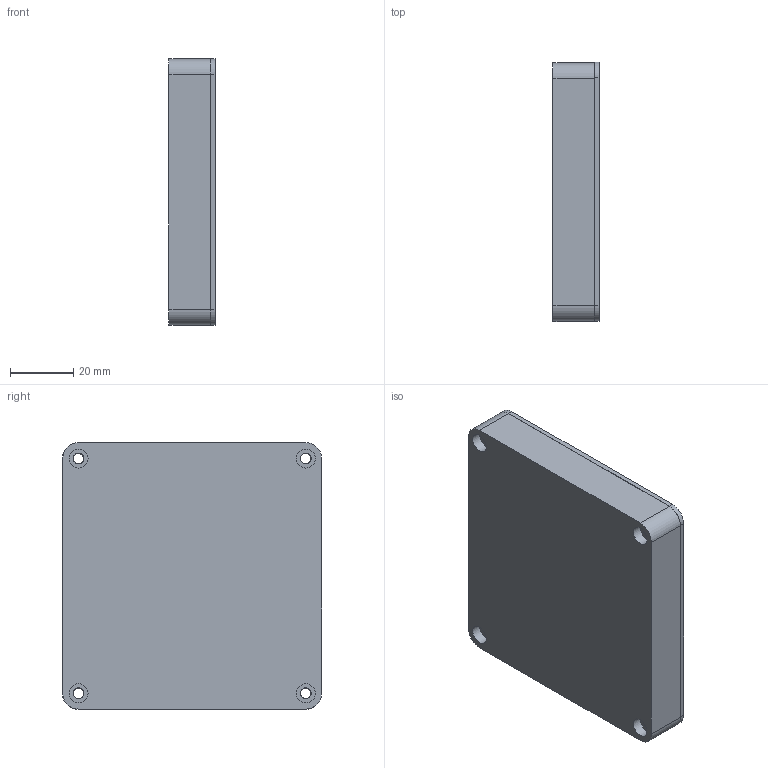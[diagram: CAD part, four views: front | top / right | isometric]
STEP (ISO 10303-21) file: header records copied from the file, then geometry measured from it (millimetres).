
FILE_DESCRIPTION(/* description */ (''),/* implementation_level */ '2;1');
FILE_NAME(/* name */ 'PunctualPad.step',/* time_stamp */ '2025-07-10T15:15:47-04:00',/* author */ (''),/* organization */ (''),/* preprocessor_version */ 'ST-DEVELOPER v20.1',/* originating_system */ 'Autodesk Translation Framework v14.10.0.0',/* authorisation */ '');
FILE_SCHEMA (('AUTOMOTIVE_DESIGN { 1 0 10303 214 3 1 1 }'));
Length unit declared in the file: millimetre
Products named in the file (4): 2025-07-09-20-18-41-172; 2025-07-02-00-40-00-465; 2025-07-01-16-33-54-659; 2025-07-01-16-37-19-053
Bounding box: 14.56 x 82.04 x 84.36 mm (x, y, z)
Volume: 54006.8 mm3; surface area: 32454.6 mm2
Topology: 7 solids, 7 shells, 639 faces, 1863 edges, 1242 vertices
Faces by surface type: bspline 476, plane 119, cylinder 44
Full cylindrical faces by diameter (mm): 3.4 x8, 6 x4
Entity records: 25864 total; most frequent: CARTESIAN_POINT 11962, ORIENTED_EDGE 3726, EDGE_CURVE 1863, DIRECTION 1339, VERTEX_POINT 1242, B_SPLINE_CURVE_WITH_KNOTS 952, LINE 823, VECTOR 823
